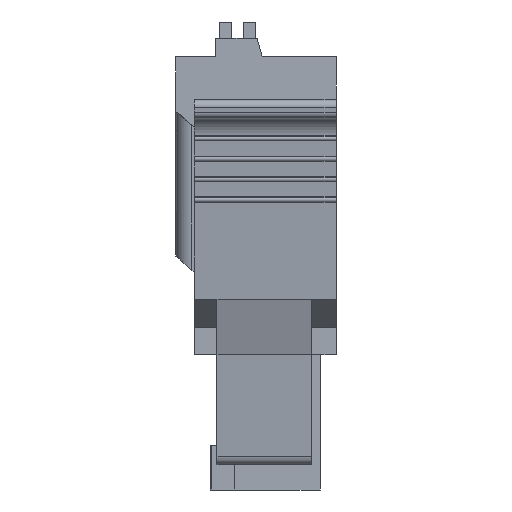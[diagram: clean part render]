
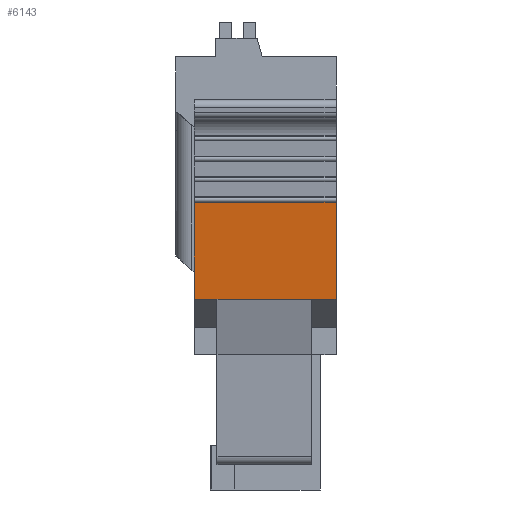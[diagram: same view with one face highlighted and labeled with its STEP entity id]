
A CAD part, left-side view. The second image highlights one B-rep face of the part: STEP entity #6143.
In plain terms, the highlighted planar face has unit normal (-0.995, 0, -0.101).
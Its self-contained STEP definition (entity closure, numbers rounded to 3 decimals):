
#6143 = ADVANCED_FACE( '', ( #12208 ), #12209, .F. );
#12208 = FACE_OUTER_BOUND( '', #18189, .T. );
#12209 = PLANE( '', #18190 );
#18189 = EDGE_LOOP( '', ( #36988, #36989, #36990, #36991, #36992, #36993 ) );
#18190 = AXIS2_PLACEMENT_3D( '', #36994, #36995, #36996 );
#36988 = ORIENTED_EDGE( '', *, *, #44795, .F. );
#36989 = ORIENTED_EDGE( '', *, *, #41723, .T. );
#36990 = ORIENTED_EDGE( '', *, *, #44227, .T. );
#36991 = ORIENTED_EDGE( '', *, *, #40307, .F. );
#36992 = ORIENTED_EDGE( '', *, *, #42786, .T. );
#36993 = ORIENTED_EDGE( '', *, *, #39086, .F. );
#36994 = CARTESIAN_POINT( '', ( -27.175, -2.7, 3.415 ) );
#36995 = DIRECTION( '', ( 0.995, 0., 0.101 ) );
#36996 = DIRECTION( '', ( 0.101, 0., -0.995 ) );
#39086 = EDGE_CURVE( '', #47981, #47983, #47984, .T. );
#40307 = EDGE_CURVE( '', #49995, #49990, #49997, .T. );
#41723 = EDGE_CURVE( '', #52206, #52204, #52207, .T. );
#42786 = EDGE_CURVE( '', #49995, #47983, #53707, .T. );
#44227 = EDGE_CURVE( '', #52204, #49990, #55570, .T. );
#44795 = EDGE_CURVE( '', #52206, #47981, #56209, .T. );
#47981 = VERTEX_POINT( '', #60556 );
#47983 = VERTEX_POINT( '', #60559 );
#47984 = LINE( '', #60560, #60561 );
#49990 = VERTEX_POINT( '', #63434 );
#49995 = VERTEX_POINT( '', #63441 );
#49997 = LINE( '', #63444, #63445 );
#52204 = VERTEX_POINT( '', #66638 );
#52206 = VERTEX_POINT( '', #66641 );
#52207 = LINE( '', #66642, #66643 );
#53707 = LINE( '', #68851, #68852 );
#55570 = LINE( '', #71679, #71680 );
#56209 = LINE( '', #72615, #72616 );
#60556 = CARTESIAN_POINT( '', ( -26.849, -3.9, 0.202 ) );
#60559 = CARTESIAN_POINT( '', ( -26.365, -3.9, -4.561 ) );
#60560 = CARTESIAN_POINT( '', ( -27.175, -3.9, 3.415 ) );
#60561 = VECTOR( '', #74784, 1000. );
#63434 = CARTESIAN_POINT( '', ( -26.365, 1.9, -4.561 ) );
#63441 = CARTESIAN_POINT( '', ( -26.365, -2.7, -4.561 ) );
#63444 = CARTESIAN_POINT( '', ( -26.365, -2.7, -4.561 ) );
#63445 = VECTOR( '', #76059, 1000. );
#66638 = CARTESIAN_POINT( '', ( -26.365, 3., -4.561 ) );
#66641 = CARTESIAN_POINT( '', ( -26.849, 3., 0.202 ) );
#66642 = CARTESIAN_POINT( '', ( -27.175, 3., 3.415 ) );
#66643 = VECTOR( '', #77512, 1000. );
#68851 = CARTESIAN_POINT( '', ( -26.365, 3., -4.561 ) );
#68852 = VECTOR( '', #78551, 1000. );
#71679 = CARTESIAN_POINT( '', ( -26.365, 3., -4.561 ) );
#71680 = VECTOR( '', #79797, 1000. );
#72615 = CARTESIAN_POINT( '', ( -26.849, 3., 0.202 ) );
#72616 = VECTOR( '', #80220, 1000. );
#74784 = DIRECTION( '', ( 0.101, 0., -0.995 ) );
#76059 = DIRECTION( '', ( 0., 1., 0. ) );
#77512 = DIRECTION( '', ( 0.101, 0., -0.995 ) );
#78551 = DIRECTION( '', ( 0., -1., 0. ) );
#79797 = DIRECTION( '', ( 0., -1., 0. ) );
#80220 = DIRECTION( '', ( 0., -1., 0. ) );
